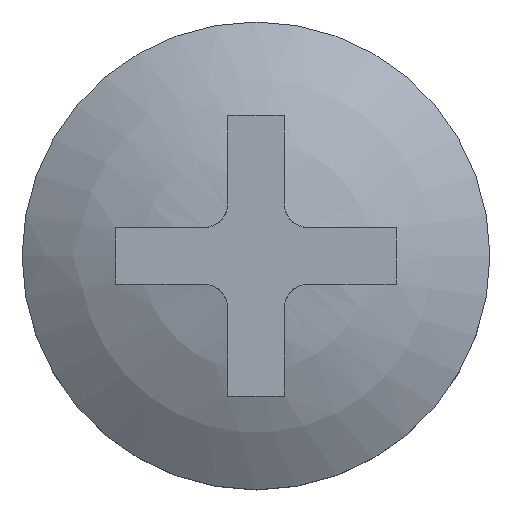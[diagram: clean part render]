
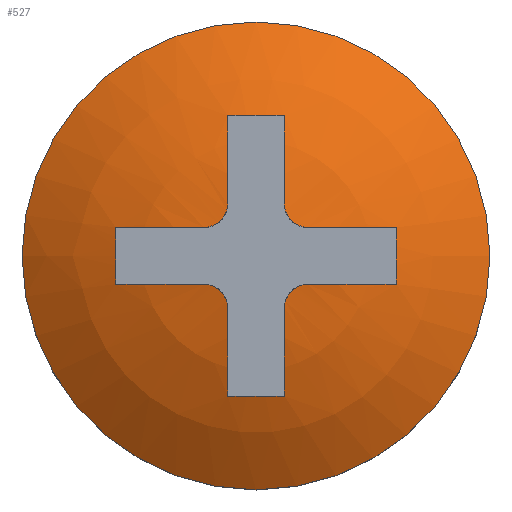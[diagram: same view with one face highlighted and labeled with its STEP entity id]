
A CAD part, top view. The second image highlights one B-rep face of the part: STEP entity #527.
In plain terms, the highlighted spherical face has radius 6.118 mm.
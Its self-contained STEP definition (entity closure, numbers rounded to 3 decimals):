
#78=B_SPLINE_CURVE_WITH_KNOTS('',3,(#721,#722,#723,#724),.UNSPECIFIED.,
 .F.,.F.,(4,4),(0.,0.001),.UNSPECIFIED.);
#79=B_SPLINE_CURVE_WITH_KNOTS('',3,(#732,#733,#734,#735),.UNSPECIFIED.,
 .F.,.F.,(4,4),(0.,0.001),.UNSPECIFIED.);
#80=B_SPLINE_CURVE_WITH_KNOTS('',3,(#743,#744,#745,#746),.UNSPECIFIED.,
 .F.,.F.,(4,4),(0.,0.001),.UNSPECIFIED.);
#81=B_SPLINE_CURVE_WITH_KNOTS('',3,(#754,#755,#756,#757),.UNSPECIFIED.,
 .F.,.F.,(4,4),(0.,0.001),.UNSPECIFIED.);
#82=SPHERICAL_SURFACE('',#557,6.118);
#93=ORIENTED_EDGE('',*,*,#196,.F.);
#94=ORIENTED_EDGE('',*,*,#197,.T.);
#95=ORIENTED_EDGE('',*,*,#198,.F.);
#96=ORIENTED_EDGE('',*,*,#199,.F.);
#97=ORIENTED_EDGE('',*,*,#200,.F.);
#98=ORIENTED_EDGE('',*,*,#201,.T.);
#99=ORIENTED_EDGE('',*,*,#202,.F.);
#100=ORIENTED_EDGE('',*,*,#203,.F.);
#101=ORIENTED_EDGE('',*,*,#204,.F.);
#102=ORIENTED_EDGE('',*,*,#205,.T.);
#103=ORIENTED_EDGE('',*,*,#206,.F.);
#104=ORIENTED_EDGE('',*,*,#207,.F.);
#105=ORIENTED_EDGE('',*,*,#208,.F.);
#106=ORIENTED_EDGE('',*,*,#209,.T.);
#107=ORIENTED_EDGE('',*,*,#210,.F.);
#108=ORIENTED_EDGE('',*,*,#211,.F.);
#109=ORIENTED_EDGE('',*,*,#195,.F.);
#195=EDGE_CURVE('',#247,#247,#284,.T.);
#196=EDGE_CURVE('',#248,#249,#285,.F.);
#197=EDGE_CURVE('',#248,#250,#78,.T.);
#198=EDGE_CURVE('',#251,#250,#286,.F.);
#199=EDGE_CURVE('',#252,#251,#287,.F.);
#200=EDGE_CURVE('',#253,#252,#288,.F.);
#201=EDGE_CURVE('',#253,#254,#79,.T.);
#202=EDGE_CURVE('',#255,#254,#289,.F.);
#203=EDGE_CURVE('',#256,#255,#290,.F.);
#204=EDGE_CURVE('',#257,#256,#291,.F.);
#205=EDGE_CURVE('',#257,#258,#80,.T.);
#206=EDGE_CURVE('',#259,#258,#292,.F.);
#207=EDGE_CURVE('',#260,#259,#293,.F.);
#208=EDGE_CURVE('',#261,#260,#294,.F.);
#209=EDGE_CURVE('',#261,#262,#81,.T.);
#210=EDGE_CURVE('',#263,#262,#295,.F.);
#211=EDGE_CURVE('',#249,#263,#296,.F.);
#247=VERTEX_POINT('',#716);
#248=VERTEX_POINT('',#719);
#249=VERTEX_POINT('',#720);
#250=VERTEX_POINT('',#725);
#251=VERTEX_POINT('',#727);
#252=VERTEX_POINT('',#729);
#253=VERTEX_POINT('',#731);
#254=VERTEX_POINT('',#736);
#255=VERTEX_POINT('',#738);
#256=VERTEX_POINT('',#740);
#257=VERTEX_POINT('',#742);
#258=VERTEX_POINT('',#747);
#259=VERTEX_POINT('',#749);
#260=VERTEX_POINT('',#751);
#261=VERTEX_POINT('',#753);
#262=VERTEX_POINT('',#758);
#263=VERTEX_POINT('',#760);
#284=CIRCLE('',#556,3.5);
#285=CIRCLE('',#558,6.103);
#286=CIRCLE('',#559,6.103);
#287=CIRCLE('',#560,5.746);
#288=CIRCLE('',#561,6.103);
#289=CIRCLE('',#562,6.103);
#290=CIRCLE('',#563,5.746);
#291=CIRCLE('',#564,6.103);
#292=CIRCLE('',#565,6.103);
#293=CIRCLE('',#566,5.746);
#294=CIRCLE('',#567,6.103);
#295=CIRCLE('',#568,6.103);
#296=CIRCLE('',#569,5.746);
#306=EDGE_LOOP('',(#93,#94,#95,#96,#97,#98,#99,#100,#101,#102,#103,#104,
#105,#106,#107,#108));
#307=EDGE_LOOP('',(#109));
#332=FACE_BOUND('',#306,.T.);
#333=FACE_BOUND('',#307,.T.);
#527=ADVANCED_FACE('',(#332,#333),#82,.T.);
#556=AXIS2_PLACEMENT_3D('',#715,#604,#605);
#557=AXIS2_PLACEMENT_3D('',#717,#606,#607);
#558=AXIS2_PLACEMENT_3D('',#718,#608,#609);
#559=AXIS2_PLACEMENT_3D('',#726,#610,#611);
#560=AXIS2_PLACEMENT_3D('',#728,#612,#613);
#561=AXIS2_PLACEMENT_3D('',#730,#614,#615);
#562=AXIS2_PLACEMENT_3D('',#737,#616,#617);
#563=AXIS2_PLACEMENT_3D('',#739,#618,#619);
#564=AXIS2_PLACEMENT_3D('',#741,#620,#621);
#565=AXIS2_PLACEMENT_3D('',#748,#622,#623);
#566=AXIS2_PLACEMENT_3D('',#750,#624,#625);
#567=AXIS2_PLACEMENT_3D('',#752,#626,#627);
#568=AXIS2_PLACEMENT_3D('',#759,#628,#629);
#569=AXIS2_PLACEMENT_3D('',#761,#630,#631);
#604=DIRECTION('',(0.,0.,-1.));
#605=DIRECTION('',(-1.,0.,0.));
#606=DIRECTION('',(0.,0.,-1.));
#607=DIRECTION('',(-1.,0.,0.));
#608=DIRECTION('',(0.,1.,0.));
#609=DIRECTION('',(-1.,0.,0.));
#610=DIRECTION('',(-1.,0.,0.));
#611=DIRECTION('',(0.,0.,1.));
#612=DIRECTION('',(0.,1.,0.));
#613=DIRECTION('',(0.,0.,1.));
#614=DIRECTION('',(1.,0.,0.));
#615=DIRECTION('',(0.,0.,-1.));
#616=DIRECTION('',(0.,1.,0.));
#617=DIRECTION('',(-1.,0.,0.));
#618=DIRECTION('',(1.,0.,0.));
#619=DIRECTION('',(0.,0.,-1.));
#620=DIRECTION('',(0.,-1.,0.));
#621=DIRECTION('',(1.,0.,0.));
#622=DIRECTION('',(1.,0.,0.));
#623=DIRECTION('',(0.,0.,-1.));
#624=DIRECTION('',(0.,-1.,0.));
#625=DIRECTION('',(0.,0.,-1.));
#626=DIRECTION('',(-1.,0.,0.));
#627=DIRECTION('',(0.,0.,1.));
#628=DIRECTION('',(0.,-1.,0.));
#629=DIRECTION('',(1.,0.,0.));
#630=DIRECTION('',(-1.,0.,0.));
#631=DIRECTION('',(0.,0.,1.));
#715=CARTESIAN_POINT('',(0.,0.,1.5));
#716=CARTESIAN_POINT('',(-3.5,0.,1.5));
#717=CARTESIAN_POINT('',(0.,0.,-3.518));
#718=CARTESIAN_POINT('',(0.,0.425,-3.518));
#719=CARTESIAN_POINT('',(-0.775,0.425,2.536));
#720=CARTESIAN_POINT('',(-2.1,0.425,2.213));
#721=CARTESIAN_POINT('',(-0.775,0.425,2.536));
#722=CARTESIAN_POINT('',(-0.591,0.425,2.559));
#723=CARTESIAN_POINT('',(-0.425,0.591,2.559));
#724=CARTESIAN_POINT('',(-0.425,0.775,2.536));
#725=CARTESIAN_POINT('',(-0.425,0.775,2.536));
#726=CARTESIAN_POINT('',(-0.425,0.,-3.518));
#727=CARTESIAN_POINT('',(-0.425,2.1,2.213));
#728=CARTESIAN_POINT('',(0.,2.1,-3.518));
#729=CARTESIAN_POINT('',(0.425,2.1,2.213));
#730=CARTESIAN_POINT('',(0.425,0.,-3.518));
#731=CARTESIAN_POINT('',(0.425,0.775,2.536));
#732=CARTESIAN_POINT('',(0.425,0.775,2.536));
#733=CARTESIAN_POINT('',(0.425,0.591,2.559));
#734=CARTESIAN_POINT('',(0.591,0.425,2.559));
#735=CARTESIAN_POINT('',(0.775,0.425,2.536));
#736=CARTESIAN_POINT('',(0.775,0.425,2.536));
#737=CARTESIAN_POINT('',(0.,0.425,-3.518));
#738=CARTESIAN_POINT('',(2.1,0.425,2.213));
#739=CARTESIAN_POINT('',(2.1,0.,-3.518));
#740=CARTESIAN_POINT('',(2.1,-0.425,2.213));
#741=CARTESIAN_POINT('',(0.,-0.425,-3.518));
#742=CARTESIAN_POINT('',(0.775,-0.425,2.536));
#743=CARTESIAN_POINT('',(0.775,-0.425,2.536));
#744=CARTESIAN_POINT('',(0.591,-0.425,2.559));
#745=CARTESIAN_POINT('',(0.425,-0.591,2.559));
#746=CARTESIAN_POINT('',(0.425,-0.775,2.536));
#747=CARTESIAN_POINT('',(0.425,-0.775,2.536));
#748=CARTESIAN_POINT('',(0.425,0.,-3.518));
#749=CARTESIAN_POINT('',(0.425,-2.1,2.213));
#750=CARTESIAN_POINT('',(0.,-2.1,-3.518));
#751=CARTESIAN_POINT('',(-0.425,-2.1,2.213));
#752=CARTESIAN_POINT('',(-0.425,0.,-3.518));
#753=CARTESIAN_POINT('',(-0.425,-0.775,2.536));
#754=CARTESIAN_POINT('',(-0.425,-0.775,2.536));
#755=CARTESIAN_POINT('',(-0.425,-0.591,2.559));
#756=CARTESIAN_POINT('',(-0.591,-0.425,2.559));
#757=CARTESIAN_POINT('',(-0.775,-0.425,2.536));
#758=CARTESIAN_POINT('',(-0.775,-0.425,2.536));
#759=CARTESIAN_POINT('',(0.,-0.425,-3.518));
#760=CARTESIAN_POINT('',(-2.1,-0.425,2.213));
#761=CARTESIAN_POINT('',(-2.1,0.,-3.518));
